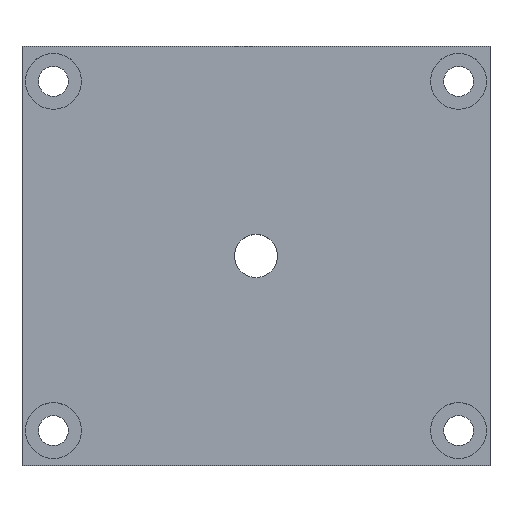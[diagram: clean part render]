
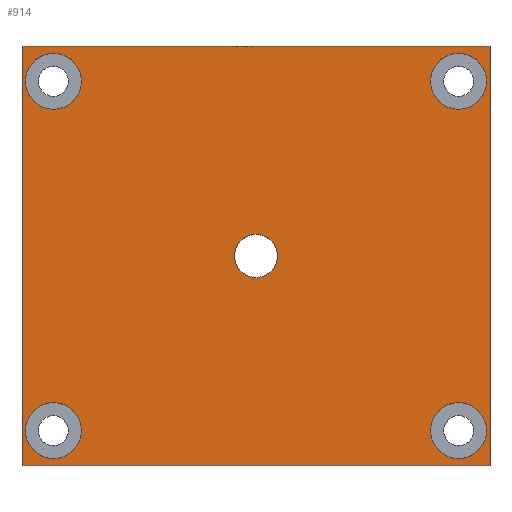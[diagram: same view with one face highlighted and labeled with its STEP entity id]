
A CAD part, top view. The second image highlights one B-rep face of the part: STEP entity #914.
In plain terms, the highlighted planar face has unit normal (0, 0, 1).
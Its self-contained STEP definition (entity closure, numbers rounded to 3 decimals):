
#18 = EDGE_CURVE ( 'NONE', #625, #411, #393, .T. ) ;
#19 = EDGE_CURVE ( 'NONE', #359, #1149, #662, .T. ) ;
#25 = EDGE_LOOP ( 'NONE', ( #275, #599 ) ) ;
#40 = CARTESIAN_POINT ( 'NONE',  ( -29., 25., 10. ) ) ;
#48 = LINE ( 'NONE', #759, #995 ) ;
#50 = EDGE_LOOP ( 'NONE', ( #234, #1299 ) ) ;
#61 = LINE ( 'NONE', #78, #795 ) ;
#62 = DIRECTION ( 'NONE',  ( 1., 0., 0. ) ) ;
#69 = DIRECTION ( 'NONE',  ( 0., -1., 0. ) ) ;
#73 = AXIS2_PLACEMENT_3D ( 'NONE', #461, #897, #62 ) ;
#78 = CARTESIAN_POINT ( 'NONE',  ( -33.5, -30., 10. ) ) ;
#96 = CARTESIAN_POINT ( 'NONE',  ( 29., -25., 10. ) ) ;
#110 = FACE_BOUND ( 'NONE', #1213, .T. ) ;
#147 = CARTESIAN_POINT ( 'NONE',  ( -33.5, -30., 10. ) ) ;
#159 = VERTEX_POINT ( 'NONE', #1221 ) ;
#167 = EDGE_CURVE ( 'NONE', #1320, #663, #61, .T. ) ;
#174 = VECTOR ( 'NONE', #321, 1000. ) ;
#182 = AXIS2_PLACEMENT_3D ( 'NONE', #337, #1092, #441 ) ;
#209 = VERTEX_POINT ( 'NONE', #832 ) ;
#218 = CARTESIAN_POINT ( 'NONE',  ( -29., -25., 10. ) ) ;
#222 = CARTESIAN_POINT ( 'NONE',  ( 33.5, -30., 10. ) ) ;
#234 = ORIENTED_EDGE ( 'NONE', *, *, #18, .F. ) ;
#263 = CARTESIAN_POINT ( 'NONE',  ( 33., 25., 10. ) ) ;
#275 = ORIENTED_EDGE ( 'NONE', *, *, #1042, .F. ) ;
#296 = DIRECTION ( 'NONE',  ( 1., 0., 0. ) ) ;
#313 = DIRECTION ( 'NONE',  ( 0., 0., 1. ) ) ;
#319 = EDGE_CURVE ( 'NONE', #411, #625, #781, .T. ) ;
#321 = DIRECTION ( 'NONE',  ( -1., 0., 0. ) ) ;
#324 = VECTOR ( 'NONE', #345, 1000. ) ;
#337 = CARTESIAN_POINT ( 'NONE',  ( 29., 25., 10. ) ) ;
#339 = DIRECTION ( 'NONE',  ( 0., 0., 1. ) ) ;
#343 = ORIENTED_EDGE ( 'NONE', *, *, #708, .F. ) ;
#345 = DIRECTION ( 'NONE',  ( 0., 1., 0. ) ) ;
#347 = ORIENTED_EDGE ( 'NONE', *, *, #521, .T. ) ;
#359 = VERTEX_POINT ( 'NONE', #849 ) ;
#393 = CIRCLE ( 'NONE', #182, 4. ) ;
#394 = DIRECTION ( 'NONE',  ( 0., 0., 1. ) ) ;
#402 = FACE_OUTER_BOUND ( 'NONE', #473, .T. ) ;
#405 = LINE ( 'NONE', #963, #174 ) ;
#411 = VERTEX_POINT ( 'NONE', #1269 ) ;
#416 = DIRECTION ( 'NONE',  ( 1., 0., 0. ) ) ;
#425 = DIRECTION ( 'NONE',  ( 1., 0., 0. ) ) ;
#434 = CARTESIAN_POINT ( 'NONE',  ( -25., -25., 10. ) ) ;
#440 = EDGE_LOOP ( 'NONE', ( #1099, #716 ) ) ;
#441 = DIRECTION ( 'NONE',  ( 1., 0., 0. ) ) ;
#461 = CARTESIAN_POINT ( 'NONE',  ( 0., 0., 10. ) ) ;
#473 = EDGE_LOOP ( 'NONE', ( #1285, #347, #885, #868 ) ) ;
#484 = AXIS2_PLACEMENT_3D ( 'NONE', #218, #313, #416 ) ;
#499 = EDGE_CURVE ( 'NONE', #964, #1320, #405, .T. ) ;
#502 = CARTESIAN_POINT ( 'NONE',  ( 25., -25., 10. ) ) ;
#515 = AXIS2_PLACEMENT_3D ( 'NONE', #96, #1358, #296 ) ;
#521 = EDGE_CURVE ( 'NONE', #663, #1147, #48, .T. ) ;
#545 = ORIENTED_EDGE ( 'NONE', *, *, #1022, .F. ) ;
#550 = DIRECTION ( 'NONE',  ( 0., 0., 1. ) ) ;
#559 = EDGE_CURVE ( 'NONE', #825, #733, #743, .T. ) ;
#566 = CIRCLE ( 'NONE', #484, 4. ) ;
#575 = EDGE_CURVE ( 'NONE', #1149, #359, #696, .T. ) ;
#588 = CIRCLE ( 'NONE', #1066, 4. ) ;
#594 = ORIENTED_EDGE ( 'NONE', *, *, #559, .F. ) ;
#599 = ORIENTED_EDGE ( 'NONE', *, *, #966, .F. ) ;
#624 = DIRECTION ( 'NONE',  ( 0., 0., 1. ) ) ;
#625 = VERTEX_POINT ( 'NONE', #263 ) ;
#636 = FACE_BOUND ( 'NONE', #50, .T. ) ;
#648 = AXIS2_PLACEMENT_3D ( 'NONE', #739, #624, #1052 ) ;
#662 = CIRCLE ( 'NONE', #860, 3.1 ) ;
#663 = VERTEX_POINT ( 'NONE', #147 ) ;
#674 = FACE_BOUND ( 'NONE', #25, .T. ) ;
#690 = EDGE_CURVE ( 'NONE', #1147, #964, #946, .T. ) ;
#696 = CIRCLE ( 'NONE', #73, 3.1 ) ;
#708 = EDGE_CURVE ( 'NONE', #209, #1085, #944, .T. ) ;
#716 = ORIENTED_EDGE ( 'NONE', *, *, #19, .F. ) ;
#720 = ORIENTED_EDGE ( 'NONE', *, *, #821, .F. ) ;
#732 = VERTEX_POINT ( 'NONE', #1345 ) ;
#733 = VERTEX_POINT ( 'NONE', #921 ) ;
#737 = PLANE ( 'NONE',  #1038 ) ;
#739 = CARTESIAN_POINT ( 'NONE',  ( -29., 25., 10. ) ) ;
#743 = CIRCLE ( 'NONE', #1132, 4. ) ;
#759 = CARTESIAN_POINT ( 'NONE',  ( 33.5, -30., 10. ) ) ;
#781 = CIRCLE ( 'NONE', #1171, 4. ) ;
#795 = VECTOR ( 'NONE', #69, 1000. ) ;
#805 = DIRECTION ( 'NONE',  ( 0., 0., 1. ) ) ;
#821 = EDGE_CURVE ( 'NONE', #733, #825, #876, .T. ) ;
#825 = VERTEX_POINT ( 'NONE', #502 ) ;
#832 = CARTESIAN_POINT ( 'NONE',  ( -33., -25., 10. ) ) ;
#849 = CARTESIAN_POINT ( 'NONE',  ( -3.1, 0., 10. ) ) ;
#860 = AXIS2_PLACEMENT_3D ( 'NONE', #1196, #550, #1305 ) ;
#868 = ORIENTED_EDGE ( 'NONE', *, *, #499, .T. ) ;
#870 = CARTESIAN_POINT ( 'NONE',  ( 29., -25., 10. ) ) ;
#875 = CIRCLE ( 'NONE', #648, 4. ) ;
#876 = CIRCLE ( 'NONE', #515, 4. ) ;
#885 = ORIENTED_EDGE ( 'NONE', *, *, #690, .T. ) ;
#897 = DIRECTION ( 'NONE',  ( 0., 0., 1. ) ) ;
#899 = CARTESIAN_POINT ( 'NONE',  ( -33.5, 30., 10. ) ) ;
#914 = ADVANCED_FACE ( 'NONE', ( #674, #636, #1293, #110, #1155, #402 ), #737, .T. ) ;
#921 = CARTESIAN_POINT ( 'NONE',  ( 33., -25., 10. ) ) ;
#944 = CIRCLE ( 'NONE', #948, 4. ) ;
#946 = LINE ( 'NONE', #989, #324 ) ;
#948 = AXIS2_PLACEMENT_3D ( 'NONE', #1230, #805, #1026 ) ;
#951 = CARTESIAN_POINT ( 'NONE',  ( 0., 0., 10. ) ) ;
#959 = CARTESIAN_POINT ( 'NONE',  ( 3.1, 0., 10. ) ) ;
#963 = CARTESIAN_POINT ( 'NONE',  ( 33.5, 30., 10. ) ) ;
#964 = VERTEX_POINT ( 'NONE', #1272 ) ;
#966 = EDGE_CURVE ( 'NONE', #159, #732, #875, .T. ) ;
#967 = DIRECTION ( 'NONE',  ( 1., 0., 0. ) ) ;
#984 = DIRECTION ( 'NONE',  ( 1., 0., 0. ) ) ;
#989 = CARTESIAN_POINT ( 'NONE',  ( 33.5, -30., 10. ) ) ;
#995 = VECTOR ( 'NONE', #984, 1000. ) ;
#1022 = EDGE_CURVE ( 'NONE', #1085, #209, #566, .T. ) ;
#1026 = DIRECTION ( 'NONE',  ( 1., 0., 0. ) ) ;
#1038 = AXIS2_PLACEMENT_3D ( 'NONE', #951, #1153, #425 ) ;
#1042 = EDGE_CURVE ( 'NONE', #732, #159, #588, .T. ) ;
#1052 = DIRECTION ( 'NONE',  ( 1., 0., 0. ) ) ;
#1066 = AXIS2_PLACEMENT_3D ( 'NONE', #40, #339, #967 ) ;
#1085 = VERTEX_POINT ( 'NONE', #434 ) ;
#1091 = DIRECTION ( 'NONE',  ( 0., 0., 1. ) ) ;
#1092 = DIRECTION ( 'NONE',  ( 0., 0., 1. ) ) ;
#1099 = ORIENTED_EDGE ( 'NONE', *, *, #575, .F. ) ;
#1132 = AXIS2_PLACEMENT_3D ( 'NONE', #870, #1091, #1190 ) ;
#1147 = VERTEX_POINT ( 'NONE', #222 ) ;
#1149 = VERTEX_POINT ( 'NONE', #959 ) ;
#1153 = DIRECTION ( 'NONE',  ( 0., 0., 1. ) ) ;
#1155 = FACE_BOUND ( 'NONE', #440, .T. ) ;
#1171 = AXIS2_PLACEMENT_3D ( 'NONE', #1364, #394, #1253 ) ;
#1190 = DIRECTION ( 'NONE',  ( 1., 0., 0. ) ) ;
#1196 = CARTESIAN_POINT ( 'NONE',  ( 0., 0., 10. ) ) ;
#1213 = EDGE_LOOP ( 'NONE', ( #545, #343 ) ) ;
#1221 = CARTESIAN_POINT ( 'NONE',  ( -33., 25., 10. ) ) ;
#1230 = CARTESIAN_POINT ( 'NONE',  ( -29., -25., 10. ) ) ;
#1253 = DIRECTION ( 'NONE',  ( 1., 0., 0. ) ) ;
#1269 = CARTESIAN_POINT ( 'NONE',  ( 25., 25., 10. ) ) ;
#1272 = CARTESIAN_POINT ( 'NONE',  ( 33.5, 30., 10. ) ) ;
#1285 = ORIENTED_EDGE ( 'NONE', *, *, #167, .T. ) ;
#1293 = FACE_BOUND ( 'NONE', #1302, .T. ) ;
#1299 = ORIENTED_EDGE ( 'NONE', *, *, #319, .F. ) ;
#1302 = EDGE_LOOP ( 'NONE', ( #720, #594 ) ) ;
#1305 = DIRECTION ( 'NONE',  ( 1., 0., 0. ) ) ;
#1320 = VERTEX_POINT ( 'NONE', #899 ) ;
#1345 = CARTESIAN_POINT ( 'NONE',  ( -25., 25., 10. ) ) ;
#1358 = DIRECTION ( 'NONE',  ( 0., 0., 1. ) ) ;
#1364 = CARTESIAN_POINT ( 'NONE',  ( 29., 25., 10. ) ) ;
